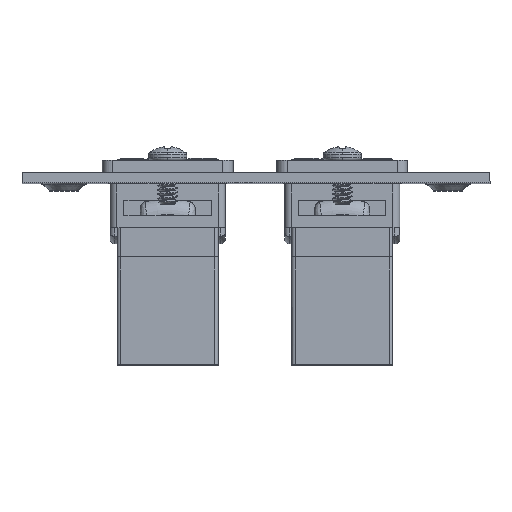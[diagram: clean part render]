
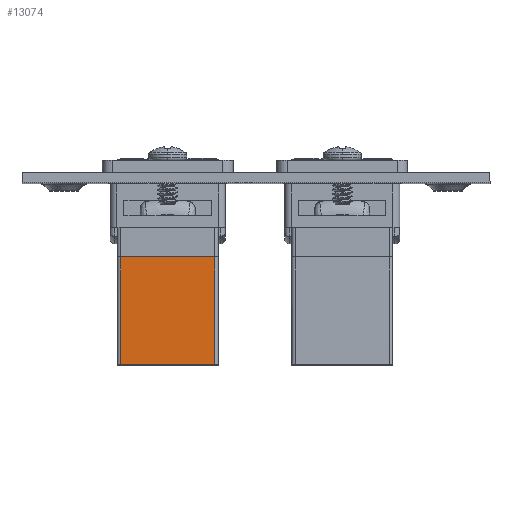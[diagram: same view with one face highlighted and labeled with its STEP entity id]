
A CAD part, top view. The second image highlights one B-rep face of the part: STEP entity #13074.
In plain terms, the highlighted face is planar.
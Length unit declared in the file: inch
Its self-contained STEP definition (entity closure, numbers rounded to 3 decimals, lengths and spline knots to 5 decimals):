
#354 = VERTEX_POINT ( 'NONE', #14941 ) ;
#2215 = VECTOR ( 'NONE', #6073, 39.37008 ) ;
#3422 = DIRECTION ( 'NONE',  ( 0., 0., 1. ) ) ;
#4632 = LINE ( 'NONE', #22284, #18963 ) ;
#5521 = DIRECTION ( 'NONE',  ( -1., 0., 0. ) ) ;
#6073 = DIRECTION ( 'NONE',  ( -1., 0., 0. ) ) ;
#6237 = AXIS2_PLACEMENT_3D ( 'NONE', #24027, #3422, #16501 ) ;
#6560 = EDGE_CURVE ( 'NONE', #18209, #18589, #4632, .T. ) ;
#7447 = DIRECTION ( 'NONE',  ( 0., -1., 0. ) ) ;
#8426 = LINE ( 'NONE', #18642, #23401 ) ;
#9202 = EDGE_CURVE ( 'NONE', #18285, #18209, #17169, .T. ) ;
#9212 = CARTESIAN_POINT ( 'NONE',  ( 0.278, 0.03168, -0.3189 ) ) ;
#9225 = EDGE_LOOP ( 'NONE', ( #12148, #22053, #11752, #16817 ) ) ;
#11752 = ORIENTED_EDGE ( 'NONE', *, *, #13511, .F. ) ;
#11803 = CARTESIAN_POINT ( 'NONE',  ( -0.26969, 0.03168, -0.3189 ) ) ;
#12148 = ORIENTED_EDGE ( 'NONE', *, *, #9202, .T. ) ;
#12165 = VECTOR ( 'NONE', #5521, 39.37008 ) ;
#13074 = ADVANCED_FACE ( 'NONE', ( #14225 ), #14628, .F. ) ;
#13511 = EDGE_CURVE ( 'NONE', #354, #18589, #17132, .T. ) ;
#14225 = FACE_OUTER_BOUND ( 'NONE', #9225, .T. ) ;
#14628 = PLANE ( 'NONE',  #6237 ) ;
#14941 = CARTESIAN_POINT ( 'NONE',  ( 0.26969, 0.03168, -0.3189 ) ) ;
#16501 = DIRECTION ( 'NONE',  ( 1., 0., 0. ) ) ;
#16817 = ORIENTED_EDGE ( 'NONE', *, *, #19471, .T. ) ;
#17132 = LINE ( 'NONE', #9212, #12165 ) ;
#17169 = LINE ( 'NONE', #17294, #2215 ) ;
#17294 = CARTESIAN_POINT ( 'NONE',  ( -0.28937, -0.58661, -0.3189 ) ) ;
#17371 = CARTESIAN_POINT ( 'NONE',  ( -0.26969, -0.58661, -0.3189 ) ) ;
#17676 = CARTESIAN_POINT ( 'NONE',  ( 0.26969, -0.58661, -0.3189 ) ) ;
#18209 = VERTEX_POINT ( 'NONE', #17371 ) ;
#18285 = VERTEX_POINT ( 'NONE', #17676 ) ;
#18589 = VERTEX_POINT ( 'NONE', #11803 ) ;
#18642 = CARTESIAN_POINT ( 'NONE',  ( 0.26969, 0.58661, -0.3189 ) ) ;
#18963 = VECTOR ( 'NONE', #24188, 39.37008 ) ;
#19471 = EDGE_CURVE ( 'NONE', #354, #18285, #8426, .T. ) ;
#22053 = ORIENTED_EDGE ( 'NONE', *, *, #6560, .T. ) ;
#22284 = CARTESIAN_POINT ( 'NONE',  ( -0.26969, 0.58661, -0.3189 ) ) ;
#23401 = VECTOR ( 'NONE', #7447, 39.37008 ) ;
#24027 = CARTESIAN_POINT ( 'NONE',  ( -0.28937, 0.58661, -0.3189 ) ) ;
#24188 = DIRECTION ( 'NONE',  ( 0., 1., 0. ) ) ;
